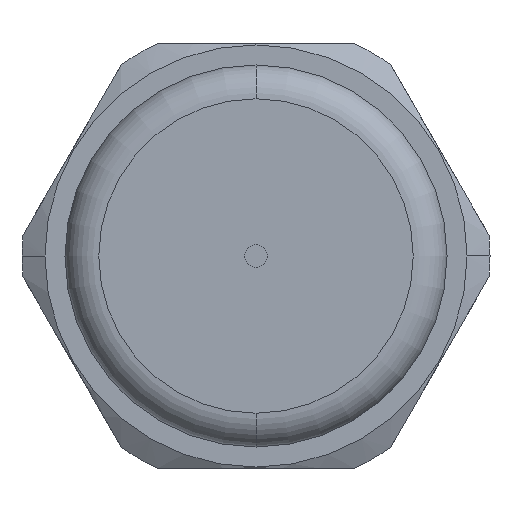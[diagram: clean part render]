
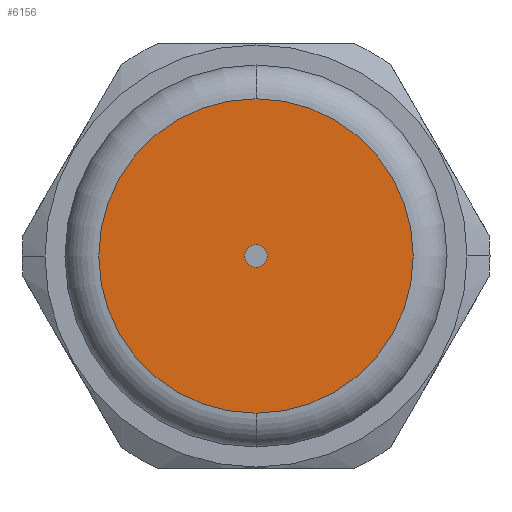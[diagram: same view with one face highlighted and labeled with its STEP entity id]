
A CAD part, left-side view. The second image highlights one B-rep face of the part: STEP entity #6156.
In plain terms, the highlighted planar face has unit normal (-1, 0, 0).
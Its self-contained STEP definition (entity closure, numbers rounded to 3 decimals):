
#207 = EDGE_LOOP ( 'NONE', ( #8273, #8307 ) ) ;
#461 = CIRCLE ( 'NONE', #3919, 8.23 ) ;
#520 = CIRCLE ( 'NONE', #3867, 0.6 ) ;
#1107 = CIRCLE ( 'NONE', #3710, 0.6 ) ;
#1585 = DIRECTION ( 'NONE',  ( 0., 0., -1. ) ) ;
#1663 = CARTESIAN_POINT ( 'NONE',  ( -20.142, 0., 0. ) ) ;
#1689 = DIRECTION ( 'NONE',  ( 1., 0., 0. ) ) ;
#1904 = EDGE_LOOP ( 'NONE', ( #8333, #8327 ) ) ;
#2009 = EDGE_CURVE ( 'NONE', #8605, #8511, #1107, .T. ) ;
#2110 = EDGE_CURVE ( 'NONE', #8525, #8746, #461, .T. ) ;
#2161 = EDGE_CURVE ( 'NONE', #8511, #8605, #520, .T. ) ;
#2411 = CARTESIAN_POINT ( 'NONE',  ( -20.142, 0., -8.23 ) ) ;
#2675 = CARTESIAN_POINT ( 'NONE',  ( -20.142, 0., 0.6 ) ) ;
#2689 = CARTESIAN_POINT ( 'NONE',  ( -20.142, 0., 8.23 ) ) ;
#2740 = CARTESIAN_POINT ( 'NONE',  ( -20.142, 0., -0.6 ) ) ;
#2875 = FACE_BOUND ( 'NONE', #1904, .T. ) ;
#3009 = FACE_OUTER_BOUND ( 'NONE', #207, .T. ) ;
#3675 = AXIS2_PLACEMENT_3D ( 'NONE', #4851, #4855, #4859 ) ;
#3687 = EDGE_CURVE ( 'NONE', #8746, #8525, #6747, .T. ) ;
#3710 = AXIS2_PLACEMENT_3D ( 'NONE', #1663, #1689, #1585 ) ;
#3867 = AXIS2_PLACEMENT_3D ( 'NONE', #6681, #6687, #6643 ) ;
#3919 = AXIS2_PLACEMENT_3D ( 'NONE', #8985, #8984, #8977 ) ;
#3934 = AXIS2_PLACEMENT_3D ( 'NONE', #7672, #7697, #7676 ) ;
#4851 = CARTESIAN_POINT ( 'NONE',  ( -20.142, 0., 0. ) ) ;
#4855 = DIRECTION ( 'NONE',  ( 1., 0., 0. ) ) ;
#4859 = DIRECTION ( 'NONE',  ( 0., 0., -1. ) ) ;
#6156 = ADVANCED_FACE ( 'NONE', ( #2875, #3009 ), #7674, .T. ) ;
#6643 = DIRECTION ( 'NONE',  ( 0., 0., -1. ) ) ;
#6681 = CARTESIAN_POINT ( 'NONE',  ( -20.142, 0., 0. ) ) ;
#6687 = DIRECTION ( 'NONE',  ( 1., 0., 0. ) ) ;
#6747 = CIRCLE ( 'NONE', #3675, 8.23 ) ;
#7672 = CARTESIAN_POINT ( 'NONE',  ( -20.142, 0., -0.6 ) ) ;
#7674 = PLANE ( 'NONE',  #3934 ) ;
#7676 = DIRECTION ( 'NONE',  ( 0., 0., 1. ) ) ;
#7697 = DIRECTION ( 'NONE',  ( -1., 0., 0. ) ) ;
#8273 = ORIENTED_EDGE ( 'NONE', *, *, #3687, .F. ) ;
#8307 = ORIENTED_EDGE ( 'NONE', *, *, #2110, .F. ) ;
#8327 = ORIENTED_EDGE ( 'NONE', *, *, #2161, .T. ) ;
#8333 = ORIENTED_EDGE ( 'NONE', *, *, #2009, .T. ) ;
#8511 = VERTEX_POINT ( 'NONE', #2675 ) ;
#8525 = VERTEX_POINT ( 'NONE', #2689 ) ;
#8605 = VERTEX_POINT ( 'NONE', #2740 ) ;
#8746 = VERTEX_POINT ( 'NONE', #2411 ) ;
#8977 = DIRECTION ( 'NONE',  ( 0., 0., -1. ) ) ;
#8984 = DIRECTION ( 'NONE',  ( 1., 0., 0. ) ) ;
#8985 = CARTESIAN_POINT ( 'NONE',  ( -20.142, 0., 0. ) ) ;
